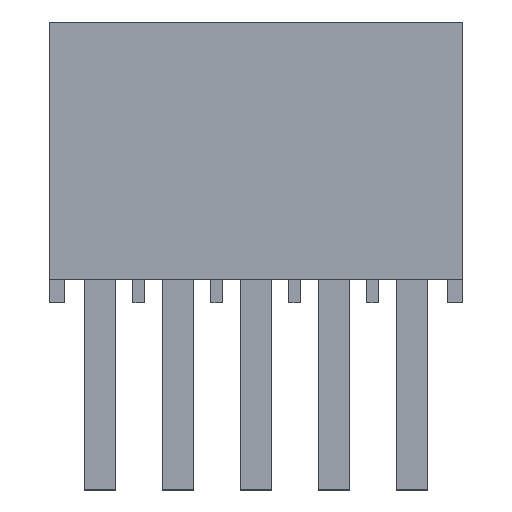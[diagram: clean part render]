
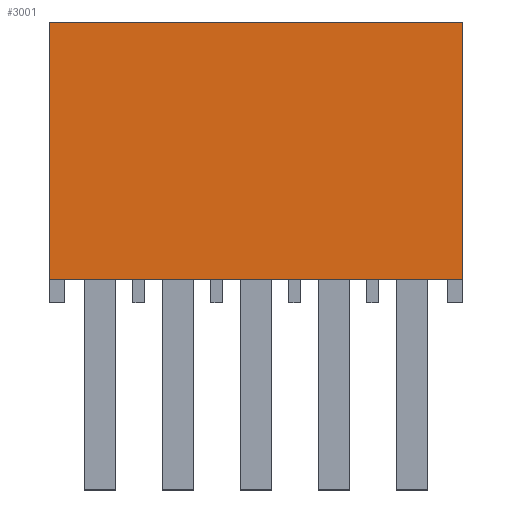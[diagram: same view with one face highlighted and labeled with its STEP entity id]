
A CAD part, top view. The second image highlights one B-rep face of the part: STEP entity #3001.
In plain terms, the highlighted planar face has unit normal (0, 0, 1).
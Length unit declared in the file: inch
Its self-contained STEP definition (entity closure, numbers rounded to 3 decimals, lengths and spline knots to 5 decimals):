
#367=ORIENTED_EDGE('',*,*,#999,.T.);
#368=ORIENTED_EDGE('',*,*,#1060,.T.);
#369=ORIENTED_EDGE('',*,*,#1009,.F.);
#370=ORIENTED_EDGE('',*,*,#1018,.F.);
#999=EDGE_CURVE('',#1372,#1371,#1679,.T.);
#1009=EDGE_CURVE('',#1381,#1382,#1689,.T.);
#1018=EDGE_CURVE('',#1372,#1381,#1698,.T.);
#1060=EDGE_CURVE('',#1371,#1382,#1740,.T.);
#1371=VERTEX_POINT('',#4380);
#1372=VERTEX_POINT('',#4382);
#1381=VERTEX_POINT('',#4401);
#1382=VERTEX_POINT('',#4403);
#1679=LINE('',#4381,#2095);
#1689=LINE('',#4402,#2105);
#1698=LINE('',#4419,#2114);
#1740=LINE('',#4503,#2156);
#2095=VECTOR('',#3569,39.37008);
#2105=VECTOR('',#3581,39.37008);
#2114=VECTOR('',#3596,39.37008);
#2156=VECTOR('',#3642,39.37008);
#2449=EDGE_LOOP('',(#367,#368,#369,#370));
#2645=FACE_BOUND('',#2449,.T.);
#2825=PLANE('',#3204);
#3001=ADVANCED_FACE('',(#2645),#2825,.F.);
#3204=AXIS2_PLACEMENT_3D('',#4502,#3640,#3641);
#3569=DIRECTION('',(0.,-1.,0.));
#3581=DIRECTION('',(0.,-1.,0.));
#3596=DIRECTION('',(1.,0.,0.));
#3640=DIRECTION('',(0.,0.,-1.));
#3641=DIRECTION('',(-1.,0.,0.));
#3642=DIRECTION('',(1.,0.,0.));
#4380=CARTESIAN_POINT('',(-0.1325,0.015,0.06));
#4381=CARTESIAN_POINT('',(-0.1325,0.18,0.06));
#4382=CARTESIAN_POINT('',(-0.1325,0.18,0.06));
#4401=CARTESIAN_POINT('',(0.1325,0.18,0.06));
#4402=CARTESIAN_POINT('',(0.1325,0.18,0.06));
#4403=CARTESIAN_POINT('',(0.1325,0.015,0.06));
#4419=CARTESIAN_POINT('',(-0.1325,0.18,0.06));
#4502=CARTESIAN_POINT('',(-0.1325,0.18,0.06));
#4503=CARTESIAN_POINT('',(-0.1325,0.015,0.06));
